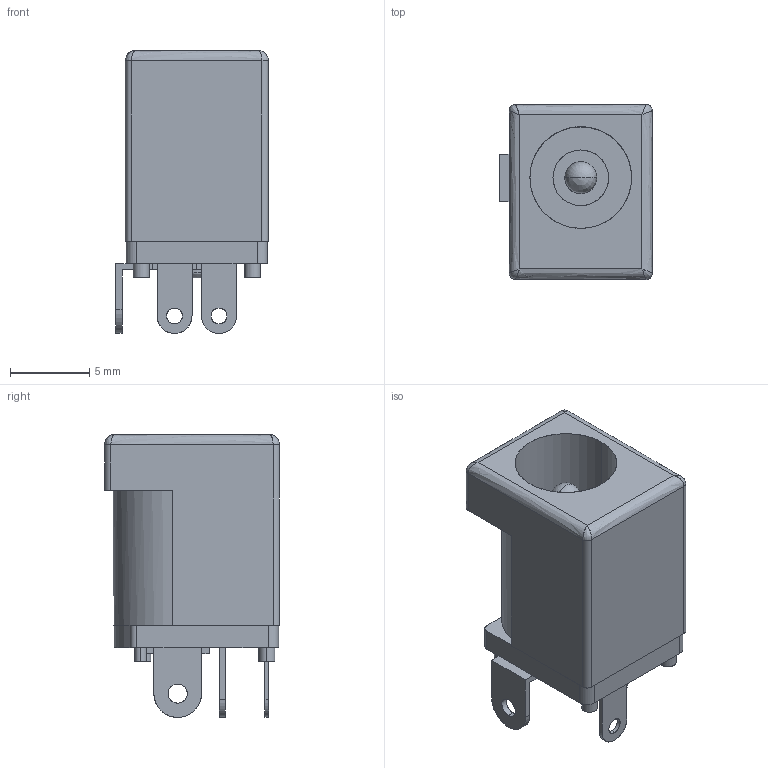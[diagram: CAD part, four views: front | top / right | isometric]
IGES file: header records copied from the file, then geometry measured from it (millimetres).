
Start section: SolidWorks IGES file using analytic representation for surfaces
Global section: file name: KLDVX-0202-A_rA6.IGS; native system: SolidWorks 2007; preprocessor: SolidWorks 2007; author: Patrick; date: 110818.075108; units: millimetre
Bounding box: 9.6 x 11 x 17.8 mm (x, y, z)
Surface area: 1017 mm2 (no closed solid volume)
Topology: 0 solids, 0 shells, 97 faces, 1074 edges, 1068 vertices
Faces by surface type: bspline 49, revolution 48
